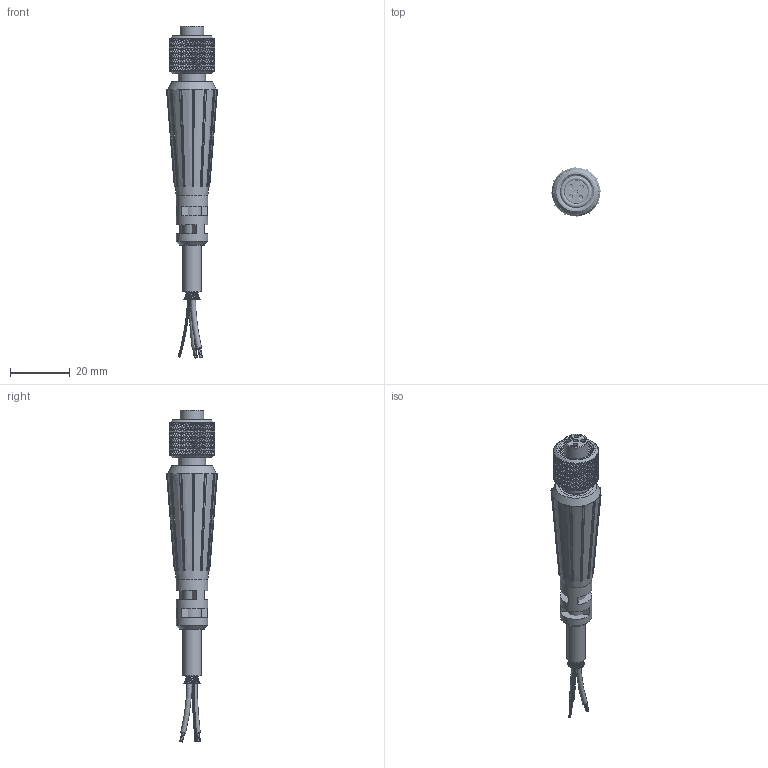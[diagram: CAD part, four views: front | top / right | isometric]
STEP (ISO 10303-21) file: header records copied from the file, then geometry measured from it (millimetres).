
FILE_DESCRIPTION(/* description */ ('4 PIN PORTABLE CONNECTOR'),/* implementation_level */ '2;1');
FILE_NAME(/* name */ 'M2C.stp',/* time_stamp */ '2023-02-16T08:49:36-05:00',/* author */ ('cthayer'),/* organization */ (''),/* preprocessor_version */ 'ST-DEVELOPER v19',/* originating_system */ 'Autodesk Inventor 2023',/* authorisation */ '');
FILE_SCHEMA (('AUTOMOTIVE_DESIGN { 1 0 10303 214 3 1 1 }'));
Length unit declared in the file: inch
Products named in the file (13): M2C; MSP10125; CBP10591; CBP10629; CBA10102; CBA10102_1; CBP10663; CBP11089; CB103; CBP10033; CBP10033_1; CBP11145; J2C MOLDED BACKSHELL
Assembly tree (16 placements, depth 3):
  M2C
    MSP10125
    CBP10591
    CBP10629
    CBA10102
      CBA10102_1
      CBP10663
    CBP11089  x5
    CB103
      CBP10033
      CBP10033_1
    CBP11145
    J2C MOLDED BACKSHELL
Bounding box: 17.09 x 17.09 x 111.57 mm (x, y, z)
Volume: 13875.5 mm3; surface area: 12108 mm2
Topology: 112 solids, 112 shells, 4536 faces, 9344 edges, 5221 vertices
Faces by surface type: bspline 2863, cylinder 841, plane 703, torus 66, cone 63
Full cylindrical faces by diameter (mm): 0.127 x38, 0.203 x76, 0.737 x5, 1.054 x5, 1.13 x5, 1.438 x5, 1.689 x5, 1.765 x5, 1.803 x5, 2.121 x5, 3.175 x4, 3.353 x2, 3.988 x2, 4.115 x2, 4.142 x2, 4.267 x2, 6.223 x2, 8.128 x4, 9.144 x1, 9.423 x2, 9.525 x1, 9.677 x1, 10.668 x2, 10.795 x1, 10.922 x4, 11.43 x1, 12.7 x1
Entity records: 208927 total; most frequent: CARTESIAN_POINT 133201, ORIENTED_EDGE 18366, EDGE_CURVE 9183, B_SPLINE_CURVE_WITH_KNOTS 6995, DIRECTION 6885, VERTEX_POINT 5113, EDGE_LOOP 4631, FACE_OUTER_BOUND 4444
